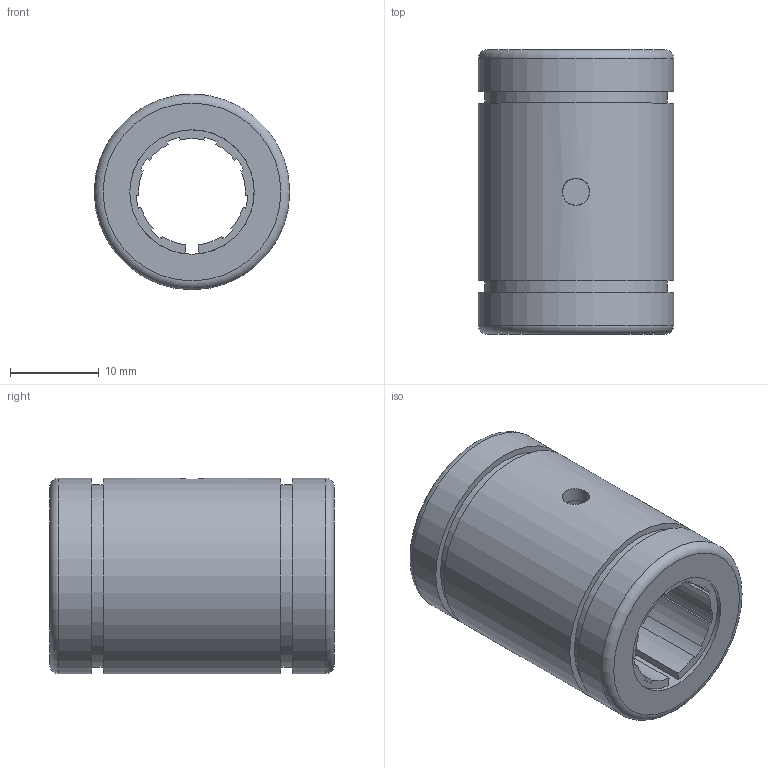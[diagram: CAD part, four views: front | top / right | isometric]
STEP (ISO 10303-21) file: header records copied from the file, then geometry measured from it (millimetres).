
FILE_DESCRIPTION(/* description */ (''),/* implementation_level */ '2;1');
FILE_NAME(/* name */ 'Linear Bearing 12.stp',/* time_stamp */ '2025-04-21T21:16:06+02:00',/* author */ ('roone'),/* organization */ (''),/* preprocessor_version */ 'ST-DEVELOPER v20',/* originating_system */ 'Autodesk Inventor 2025',/* authorisation */ '');
FILE_SCHEMA (('AUTOMOTIVE_DESIGN { 1 0 10303 214 3 1 1 }'));
Length unit declared in the file: millimetre
Products named in the file (1): Linear Bearing 12
Bounding box: 22 x 32 x 22 mm (x, y, z)
Volume: 8136.8 mm3; surface area: 4505.3 mm2
Topology: 1 solids, 9 shells, 114 faces, 267 edges, 177 vertices
Faces by surface type: plane 66, cylinder 46, torus 2
Full cylindrical faces by diameter (mm): 3 x1, 3.069 x1, 3.1 x1, 14 x2, 20.5 x2, 22 x3
Entity records: 3492 total; most frequent: CARTESIAN_POINT 663, DIRECTION 588, ORIENTED_EDGE 534, EDGE_CURVE 267, AXIS2_PLACEMENT_3D 214, VERTEX_POINT 177, LINE 160, VECTOR 160
